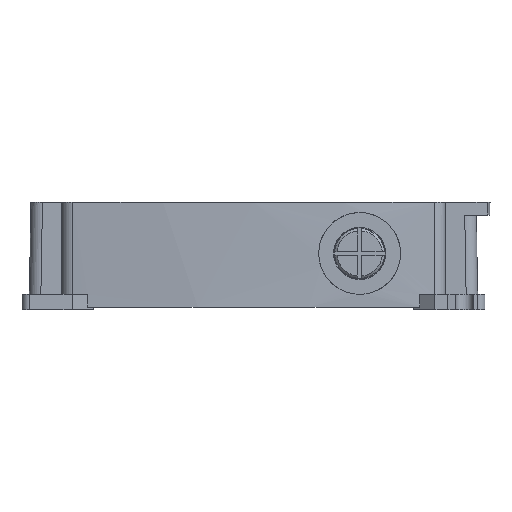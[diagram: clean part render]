
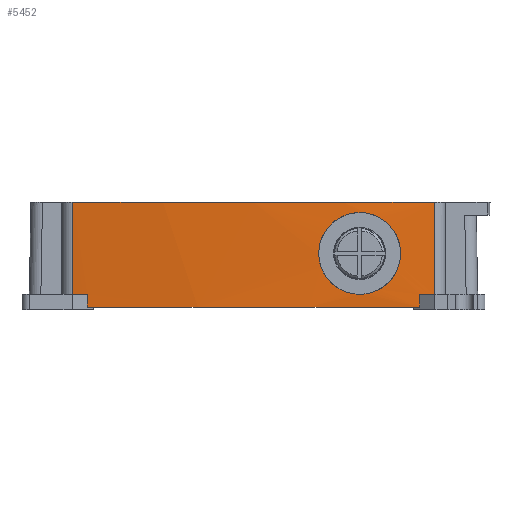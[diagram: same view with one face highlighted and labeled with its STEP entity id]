
A CAD part, left-side view. The second image highlights one B-rep face of the part: STEP entity #5452.
In plain terms, the highlighted cylindrical face has radius 600.5 mm (diameter 1201 mm), a partial arc.
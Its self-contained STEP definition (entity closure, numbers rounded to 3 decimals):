
#3119=AXIS2_PLACEMENT_3D('Circle Axis2P3D',#3117,#3118,$) ;
#5341=AXIS2_PLACEMENT_3D('Cylinder Axis2P3D',#5338,#5339,#5340) ;
#5345=AXIS2_PLACEMENT_3D('Circle Axis2P3D',#5343,#5344,$) ;
#5361=AXIS2_PLACEMENT_3D('Circle Axis2P3D',#5359,#5360,$) ;
#5373=AXIS2_PLACEMENT_3D('Circle Axis2P3D',#5371,#5372,$) ;
#3114=CARTESIAN_POINT('Vertex',(5.663,163.088,42.)) ;
#3117=CARTESIAN_POINT('Axis2P3D Location',(602.,92.5,42.)) ;
#3121=CARTESIAN_POINT('Vertex',(5.663,21.912,42.)) ;
#5318=CARTESIAN_POINT('Line Origine',(5.663,163.088,21.5)) ;
#5322=CARTESIAN_POINT('Vertex',(5.663,163.088,6.)) ;
#5338=CARTESIAN_POINT('Axis2P3D Location',(602.,92.5,21.5)) ;
#5343=CARTESIAN_POINT('Axis2P3D Location',(602.,92.5,1.)) ;
#5347=CARTESIAN_POINT('Vertex',(5.022,157.438,1.)) ;
#5349=CARTESIAN_POINT('Vertex',(5.022,27.562,1.)) ;
#5352=CARTESIAN_POINT('Line Origine',(5.022,27.562,21.5)) ;
#5356=CARTESIAN_POINT('Vertex',(5.022,27.562,6.)) ;
#5359=CARTESIAN_POINT('Axis2P3D Location',(602.,92.5,6.)) ;
#5363=CARTESIAN_POINT('Vertex',(5.663,21.912,6.)) ;
#5366=CARTESIAN_POINT('Line Origine',(5.663,21.912,21.5)) ;
#5371=CARTESIAN_POINT('Axis2P3D Location',(602.,92.5,6.)) ;
#5375=CARTESIAN_POINT('Vertex',(5.022,157.438,6.)) ;
#5378=CARTESIAN_POINT('Line Origine',(5.022,157.438,21.5)) ;
#5394=CARTESIAN_POINT('Control Point',(3.5,43.531,7.85)) ;
#5395=CARTESIAN_POINT('Control Point',(3.272,46.319,6.379)) ;
#5396=CARTESIAN_POINT('Control Point',(3.03,49.469,5.593)) ;
#5397=CARTESIAN_POINT('Control Point',(2.803,52.757,5.615)) ;
#5398=CARTESIAN_POINT('Control Point',(2.61,55.9,6.445)) ;
#5399=CARTESIAN_POINT('Control Point',(2.454,58.671,7.959)) ;
#5400=CARTESIAN_POINT('Vertex',(3.5,43.531,7.85)) ;
#5402=CARTESIAN_POINT('Vertex',(2.454,58.671,7.959)) ;
#5406=CARTESIAN_POINT('Control Point',(3.5,43.531,36.15)) ;
#5407=CARTESIAN_POINT('Control Point',(3.387,44.917,36.881)) ;
#5408=CARTESIAN_POINT('Control Point',(3.27,46.392,37.443)) ;
#5409=CARTESIAN_POINT('Control Point',(3.153,47.93,37.821)) ;
#5410=CARTESIAN_POINT('Control Point',(2.813,52.629,38.377)) ;
#5411=CARTESIAN_POINT('Control Point',(2.519,57.325,37.209)) ;
#5412=CARTESIAN_POINT('Control Point',(2.361,60.202,35.662)) ;
#5413=CARTESIAN_POINT('Control Point',(2.125,64.955,31.297)) ;
#5414=CARTESIAN_POINT('Control Point',(2.035,67.153,25.226)) ;
#5415=CARTESIAN_POINT('Control Point',(2.022,67.472,21.975)) ;
#5416=CARTESIAN_POINT('Control Point',(2.054,66.645,16.573)) ;
#5417=CARTESIAN_POINT('Control Point',(2.185,63.786,12.013)) ;
#5418=CARTESIAN_POINT('Control Point',(2.256,62.306,10.364)) ;
#5419=CARTESIAN_POINT('Control Point',(2.346,60.576,9.)) ;
#5420=CARTESIAN_POINT('Control Point',(2.454,58.671,7.959)) ;
#5421=CARTESIAN_POINT('Vertex',(3.5,43.531,36.15)) ;
#5425=CARTESIAN_POINT('Control Point',(3.517,43.329,36.041)) ;
#5426=CARTESIAN_POINT('Control Point',(3.511,43.396,36.078)) ;
#5427=CARTESIAN_POINT('Control Point',(3.506,43.463,36.114)) ;
#5428=CARTESIAN_POINT('Control Point',(3.5,43.531,36.15)) ;
#5429=CARTESIAN_POINT('Vertex',(3.517,43.329,36.041)) ;
#5433=CARTESIAN_POINT('Control Point',(3.517,43.329,36.041)) ;
#5434=CARTESIAN_POINT('Control Point',(3.742,40.585,34.542)) ;
#5435=CARTESIAN_POINT('Control Point',(3.953,38.206,32.372)) ;
#5436=CARTESIAN_POINT('Control Point',(4.124,36.41,29.647)) ;
#5437=CARTESIAN_POINT('Control Point',(4.275,34.831,25.074)) ;
#5438=CARTESIAN_POINT('Control Point',(4.262,34.97,20.341)) ;
#5439=CARTESIAN_POINT('Control Point',(4.239,35.21,18.779)) ;
#5440=CARTESIAN_POINT('Control Point',(4.14,36.241,15.123)) ;
#5441=CARTESIAN_POINT('Control Point',(3.949,38.295,11.899)) ;
#5442=CARTESIAN_POINT('Control Point',(3.812,39.813,10.241)) ;
#5443=CARTESIAN_POINT('Control Point',(3.659,41.584,8.878)) ;
#5444=CARTESIAN_POINT('Control Point',(3.5,43.531,7.85)) ;
#3118=DIRECTION('Axis2P3D Direction',(-0.,0.,1.)) ;
#5319=DIRECTION('Vector Direction',(0.,0.,-1.)) ;
#5339=DIRECTION('Axis2P3D Direction',(0.,0.,1.)) ;
#5340=DIRECTION('Axis2P3D XDirection',(-0.992,0.125,0.)) ;
#5344=DIRECTION('Axis2P3D Direction',(0.,0.,1.)) ;
#5353=DIRECTION('Vector Direction',(0.,0.,1.)) ;
#5360=DIRECTION('Axis2P3D Direction',(0.,0.,1.)) ;
#5367=DIRECTION('Vector Direction',(0.,0.,1.)) ;
#5372=DIRECTION('Axis2P3D Direction',(0.,0.,1.)) ;
#5379=DIRECTION('Vector Direction',(0.,0.,1.)) ;
#5320=VECTOR('Line Direction',#5319,1.) ;
#5354=VECTOR('Line Direction',#5353,1.) ;
#5368=VECTOR('Line Direction',#5367,1.) ;
#5380=VECTOR('Line Direction',#5379,1.) ;
#5384=ORIENTED_EDGE('',*,*,#5351,.T.) ;
#5385=ORIENTED_EDGE('',*,*,#5358,.F.) ;
#5386=ORIENTED_EDGE('',*,*,#5365,.T.) ;
#5387=ORIENTED_EDGE('',*,*,#5370,.T.) ;
#5388=ORIENTED_EDGE('',*,*,#3123,.F.) ;
#5389=ORIENTED_EDGE('',*,*,#5324,.F.) ;
#5390=ORIENTED_EDGE('',*,*,#5377,.T.) ;
#5391=ORIENTED_EDGE('',*,*,#5382,.T.) ;
#5447=ORIENTED_EDGE('',*,*,#5404,.T.) ;
#5448=ORIENTED_EDGE('',*,*,#5423,.F.) ;
#5449=ORIENTED_EDGE('',*,*,#5431,.F.) ;
#5450=ORIENTED_EDGE('',*,*,#5445,.T.) ;
#5451=FACE_BOUND('',#5446,.T.) ;
#5452=ADVANCED_FACE('Grundk\X2\00F6\X0\rper',(#5392,#5451),#5342,.T.) ;
#5393=B_SPLINE_CURVE_WITH_KNOTS('',5,(#5394,#5395,#5396,#5397,#5398,#5399),.UNSPECIFIED.,.F.,.U.,(6,6),(0.,22.583),.UNSPECIFIED.) ;
#5405=B_SPLINE_CURVE_WITH_KNOTS('',5,(#5406,#5407,#5408,#5409,#5410,#5411,#5412,#5413,#5414,#5415,#5416,#5417,#5418,#5419,#5420),.UNSPECIFIED.,.F.,.U.,(6,3,3,3,6),(0.,11.2,33.559,55.893,71.385),.UNSPECIFIED.) ;
#5424=B_SPLINE_CURVE_WITH_KNOTS('',3,(#5425,#5426,#5427,#5428),.UNSPECIFIED.,.F.,.U.,(4,4),(0.,0.324),.UNSPECIFIED.) ;
#5432=B_SPLINE_CURVE_WITH_KNOTS('',5,(#5433,#5434,#5435,#5436,#5437,#5438,#5439,#5440,#5441,#5442,#5443,#5444),.UNSPECIFIED.,.F.,.U.,(6,3,3,6),(0.,22.32,33.457,49.171),.UNSPECIFIED.) ;
#3120=CIRCLE('generated circle',#3119,600.5) ;
#5346=CIRCLE('generated circle',#5345,600.5) ;
#5362=CIRCLE('generated circle',#5361,600.5) ;
#5374=CIRCLE('generated circle',#5373,600.5) ;
#5342=CYLINDRICAL_SURFACE('generated cylinder',#5341,600.5) ;
#3123=EDGE_CURVE('',#3115,#3122,#3120,.T.) ;
#5324=EDGE_CURVE('',#5323,#3115,#5321,.F.) ;
#5351=EDGE_CURVE('',#5348,#5350,#5346,.T.) ;
#5358=EDGE_CURVE('',#5357,#5350,#5355,.F.) ;
#5365=EDGE_CURVE('',#5357,#5364,#5362,.T.) ;
#5370=EDGE_CURVE('',#5364,#3122,#5369,.T.) ;
#5377=EDGE_CURVE('',#5323,#5376,#5374,.T.) ;
#5382=EDGE_CURVE('',#5376,#5348,#5381,.F.) ;
#5404=EDGE_CURVE('',#5401,#5403,#5393,.T.) ;
#5423=EDGE_CURVE('',#5422,#5403,#5405,.T.) ;
#5431=EDGE_CURVE('',#5430,#5422,#5424,.T.) ;
#5445=EDGE_CURVE('',#5430,#5401,#5432,.T.) ;
#5383=EDGE_LOOP('',(#5384,#5385,#5386,#5387,#5388,#5389,#5390,#5391)) ;
#5446=EDGE_LOOP('',(#5447,#5448,#5449,#5450)) ;
#5392=FACE_OUTER_BOUND('',#5383,.T.) ;
#5321=LINE('Line',#5318,#5320) ;
#5355=LINE('Line',#5352,#5354) ;
#5369=LINE('Line',#5366,#5368) ;
#5381=LINE('Line',#5378,#5380) ;
#3115=VERTEX_POINT('',#3114) ;
#3122=VERTEX_POINT('',#3121) ;
#5323=VERTEX_POINT('',#5322) ;
#5348=VERTEX_POINT('',#5347) ;
#5350=VERTEX_POINT('',#5349) ;
#5357=VERTEX_POINT('',#5356) ;
#5364=VERTEX_POINT('',#5363) ;
#5376=VERTEX_POINT('',#5375) ;
#5401=VERTEX_POINT('',#5400) ;
#5403=VERTEX_POINT('',#5402) ;
#5422=VERTEX_POINT('',#5421) ;
#5430=VERTEX_POINT('',#5429) ;
